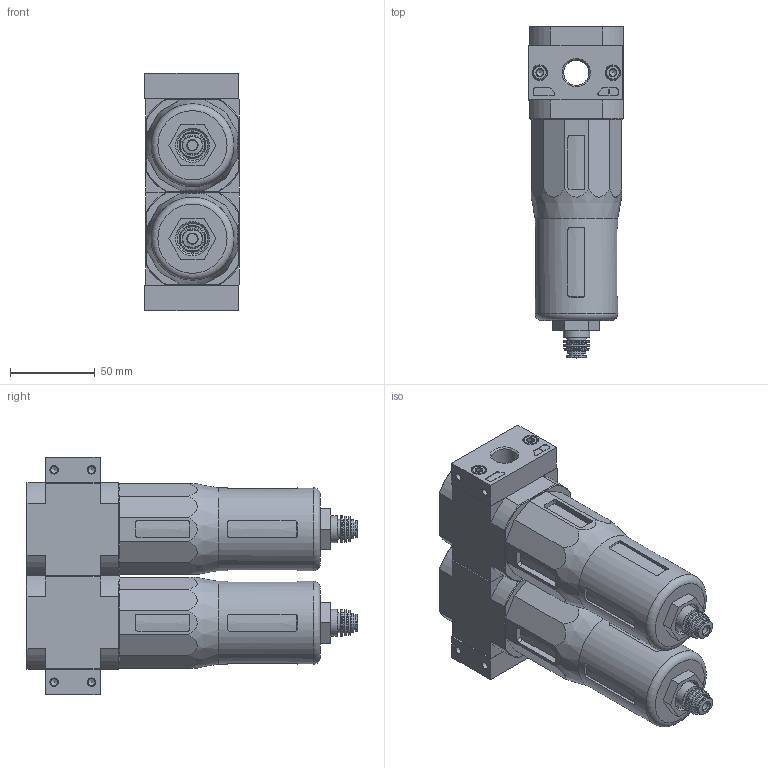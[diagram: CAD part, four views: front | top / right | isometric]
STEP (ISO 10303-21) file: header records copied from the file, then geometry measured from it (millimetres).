
FILE_DESCRIPTION(/* description */ ('STEP AP214'),/* implementation_level */ '2;1');
FILE_NAME(/* name */ '162669_LFMBA-3_8-D-MIDI-A',/* time_stamp */ '2024-09-03T16:52:34+02:00',/* author */ ('License CC BY-ND 4.0'),/* organization */ ('CADENAS'),/* preprocessor_version */ 'ST-DEVELOPER v19.3',/* originating_system */ 'PARTsolutions',/* authorisation */ ' ');
FILE_SCHEMA (('AUTOMOTIVE_DESIGN {1 0 10303 214 3 1 1}'));
Length unit declared in the file: millimetre
Products named in the file (9): 162669 LFMBA-3/8-D-MIDI-A; 380297 PBL-3/8-D-MIDI-L---(1) p1; DIN-912 - M5x18(F); 380299 PBL-3/8-D-MIDI-R---(0) p1; 126042 LFMB-D-MIDI-A; 526489 MS4-LFR-V; 369989 LF-D-MIDI; 126043 LFMA-D-MIDI-A; 351358 FRB-D-MIDI
Assembly tree (14 placements, depth 2):
  162669 LFMBA-3/8-D-MIDI-A
    380297 PBL-3/8-D-MIDI-L---(1) p1
    DIN-912 - M5x18(F)  x4
    380299 PBL-3/8-D-MIDI-R---(0) p1
    126042 LFMB-D-MIDI-A
    526489 MS4-LFR-V  x2
    369989 LF-D-MIDI  x2
    126043 LFMA-D-MIDI-A
    351358 FRB-D-MIDI  x2
Bounding box: 55.5 x 195.22 x 140 mm (x, y, z)
Volume: 819551.7 mm3; surface area: 113943.1 mm2
Topology: 14 solids, 14 shells, 677 faces, 1553 edges, 972 vertices
Faces by surface type: plane 318, cylinder 175, cone 132, torus 52
Full cylindrical faces by diameter (mm): 3.7 x2, 4.134 x10, 5 x6, 6 x2, 7 x2, 7.3 x4, 7.5 x2, 8.5 x4, 11 x2, 11.4 x2, 11.6 x2, 11.8 x2, 14.95 x2, 15.8 x2, 16 x2, 16.4 x2, 18 x2, 24.9 x1, 26.4 x2, 29.7 x1, 30.8 x2, 48.7 x2, 52 x2
Entity records: 17612 total; most frequent: CARTESIAN_POINT 3347, DIRECTION 2331, ORIENTED_EDGE 2240, EDGE_CURVE 1120, AXIS2_PLACEMENT_3D 893, VERTEX_POINT 789, FACE_BOUND 715, EDGE_LOOP 707
